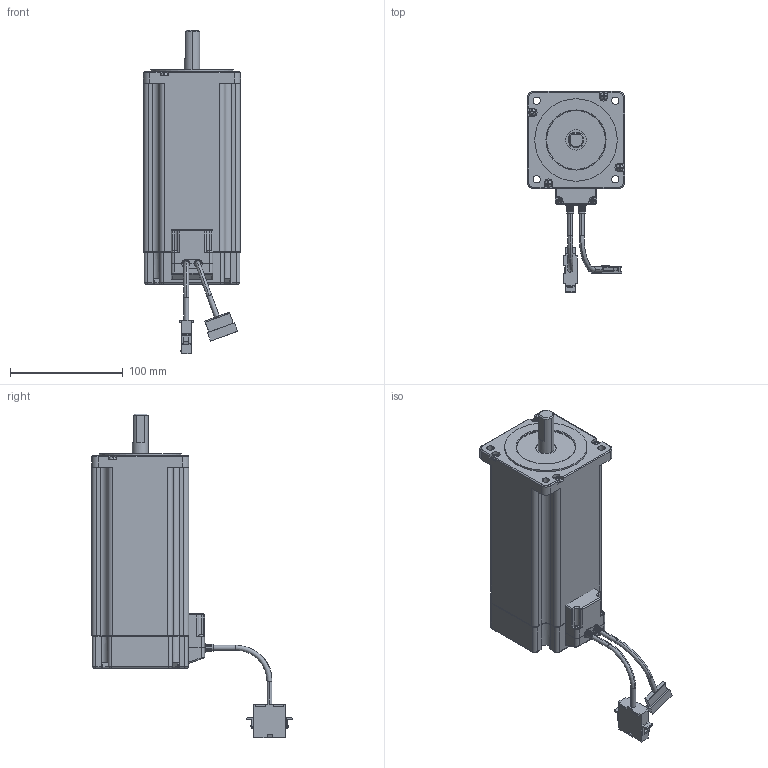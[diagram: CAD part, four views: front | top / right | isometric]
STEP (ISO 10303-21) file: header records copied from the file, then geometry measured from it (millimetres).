
FILE_DESCRIPTION (( 'STEP AP203' ), '1' );
FILE_NAME ('EzM-86XL Assembly_091218.STEP', '2013-11-19T08:12:30', ( '' ), ( '' ), 'SwSTEP 2.0', 'SolidWorks 2012', '' );
FILE_SCHEMA (( 'CONFIG_CONTROL_DESIGN' ));
Length unit declared in the file: millimetre
Products named in the file (14): EzM-86XL Assembly_091218; MainEzM-86L-assembly-1; Mainconnector_e-1; MainPower Cable 86-1; MainM3-screw5-1; MainM3-screw3-1; MainM3-screw2-1; MainM3-screw4-1; MainM3-screw1-1; MainM3-screw6-1; Main86_Encoder_Plate-1; MainEZSV_86_Encoder_Cover-1; MainEZSV_86_cable_Cover-1; MainEzM-86L-1
Assembly tree (13 placements, depth 3):
  EzM-86XL Assembly_091218
    MainEzM-86L-assembly-1
      MainEzM-86L-1
      MainEZSV_86_cable_Cover-1
      MainEZSV_86_Encoder_Cover-1
      Main86_Encoder_Plate-1
      MainM3-screw6-1
      MainM3-screw1-1
      MainM3-screw4-1
      MainM3-screw2-1
      MainM3-screw3-1
      MainM3-screw5-1
      MainPower Cable 86-1
      Mainconnector_e-1
Bounding box: 86 x 177.74 x 287 mm (x, y, z)
Volume: 1142837.1 mm3; surface area: 128154.1 mm2
Topology: 12 solids, 12 shells, 927 faces, 2471 edges, 1594 vertices
Faces by surface type: plane 522, cylinder 323, bspline 27, torus 25, sphere 24, cone 6
Entity records: 31072 total; most frequent: CARTESIAN_POINT 6077, DIRECTION 5094, ORIENTED_EDGE 4854, EDGE_CURVE 2427, AXIS2_PLACEMENT_3D 1823, VERTEX_POINT 1574, LINE 1448, VECTOR 1448
